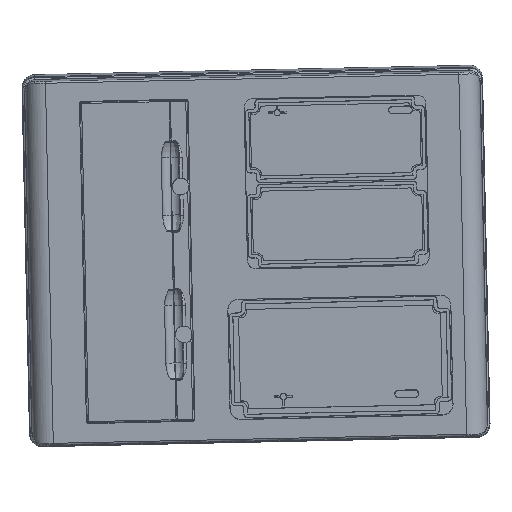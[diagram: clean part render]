
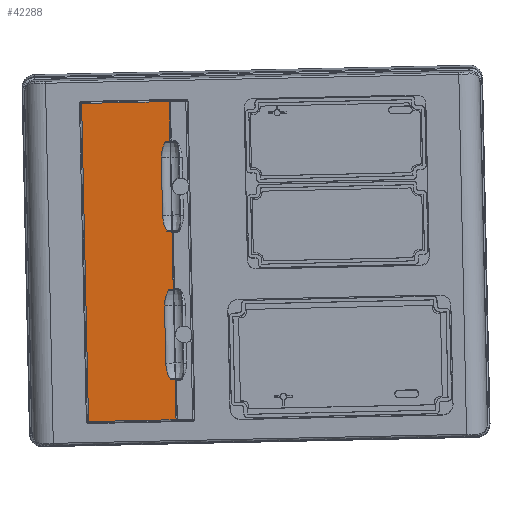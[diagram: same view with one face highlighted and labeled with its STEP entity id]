
A CAD part, top view. The second image highlights one B-rep face of the part: STEP entity #42288.
In plain terms, the highlighted face is planar.
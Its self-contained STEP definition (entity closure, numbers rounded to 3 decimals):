
#26388=DIRECTION('',(0.,1.,0.));
#26389=VECTOR('',#26388,48.581);
#26390=CARTESIAN_POINT('',(-101.463,-193.581,
55.));
#26391=LINE('',#26390,#26389);
#26400=DIRECTION('',(0.,1.,0.));
#26401=VECTOR('',#26400,70.);
#26402=CARTESIAN_POINT('',(-101.463,-35.,
55.));
#26403=LINE('',#26402,#26401);
#26959=CARTESIAN_POINT('',(-72.213,-125.,
55.));
#26960=DIRECTION('',(0.,0.,-1.));
#26961=DIRECTION('',(-0.882,-0.471,0.));
#26962=AXIS2_PLACEMENT_3D('',#26959,#26960,#26961);
#26964=CARTESIAN_POINT('',(-105.963,-143.,
55.));
#26965=DIRECTION('',(0.,0.,-1.));
#26966=DIRECTION('',(0.,-1.,0.));
#26967=AXIS2_PLACEMENT_3D('',#26964,#26965,#26966);
#26969=DIRECTION('',(-1.,0.,0.));
#26970=VECTOR('',#26969,4.5);
#26971=CARTESIAN_POINT('',(-101.463,-145.,
55.));
#26972=LINE('',#26971,#26970);
#26973=DIRECTION('',(-1.,0.,0.));
#26974=VECTOR('',#26973,106.438);
#26975=CARTESIAN_POINT('',(-101.463,-193.581,
55.));
#26976=LINE('',#26975,#26974);
#26977=DIRECTION('',(0.,1.,0.));
#26978=VECTOR('',#26977,387.163);
#26979=CARTESIAN_POINT('',(-207.901,-193.581,
55.));
#26980=LINE('',#26979,#26978);
#26981=DIRECTION('',(1.,0.,0.));
#26982=VECTOR('',#26981,106.438);
#26983=CARTESIAN_POINT('',(-207.901,193.581,
55.));
#26984=LINE('',#26983,#26982);
#26985=DIRECTION('',(0.,-1.,0.));
#26986=VECTOR('',#26985,48.581);
#26987=CARTESIAN_POINT('',(-101.463,193.581,
55.));
#26988=LINE('',#26987,#26986);
#26989=DIRECTION('',(-1.,0.,0.));
#26990=VECTOR('',#26989,4.5);
#26991=CARTESIAN_POINT('',(-101.463,145.,
55.));
#26992=LINE('',#26991,#26990);
#26993=CARTESIAN_POINT('',(-105.963,143.,
55.));
#26994=DIRECTION('',(0.,0.,1.));
#26995=DIRECTION('',(0.,1.,0.));
#26996=AXIS2_PLACEMENT_3D('',#26993,#26994,#26995);
#26998=CARTESIAN_POINT('',(-72.213,125.,
55.));
#26999=DIRECTION('',(0.,0.,1.));
#27000=DIRECTION('',(-0.882,0.471,0.));
#27001=AXIS2_PLACEMENT_3D('',#26998,#26999,#27000);
#27003=DIRECTION('',(0.,-1.,0.));
#27004=VECTOR('',#27003,70.);
#27005=CARTESIAN_POINT('',(-112.463,125.,
55.));
#27006=LINE('',#27005,#27004);
#27007=CARTESIAN_POINT('',(-72.213,55.,
55.));
#27008=DIRECTION('',(0.,0.,-1.));
#27009=DIRECTION('',(-0.882,-0.471,0.));
#27010=AXIS2_PLACEMENT_3D('',#27007,#27008,#27009);
#27012=CARTESIAN_POINT('',(-105.963,37.,
55.));
#27013=DIRECTION('',(0.,0.,-1.));
#27014=DIRECTION('',(0.,-1.,0.));
#27015=AXIS2_PLACEMENT_3D('',#27012,#27013,#27014);
#27017=DIRECTION('',(-1.,0.,0.));
#27018=VECTOR('',#27017,4.5);
#27019=CARTESIAN_POINT('',(-101.463,35.,
55.));
#27020=LINE('',#27019,#27018);
#27021=DIRECTION('',(-1.,0.,0.));
#27022=VECTOR('',#27021,4.5);
#27023=CARTESIAN_POINT('',(-101.463,-35.,
55.));
#27024=LINE('',#27023,#27022);
#27025=CARTESIAN_POINT('',(-105.963,-37.,
55.));
#27026=DIRECTION('',(0.,0.,1.));
#27027=DIRECTION('',(0.,1.,0.));
#27028=AXIS2_PLACEMENT_3D('',#27025,#27026,#27027);
#27030=CARTESIAN_POINT('',(-72.213,-55.,
55.));
#27031=DIRECTION('',(0.,0.,1.));
#27032=DIRECTION('',(-0.882,0.471,0.));
#27033=AXIS2_PLACEMENT_3D('',#27030,#27031,#27032);
#27049=DIRECTION('',(0.,1.,0.));
#27050=VECTOR('',#27049,70.);
#27051=CARTESIAN_POINT('',(-112.463,-125.,
55.));
#27052=LINE('',#27051,#27050);
#32647=CARTESIAN_POINT('',(-207.901,-193.581,
55.));
#32648=CARTESIAN_POINT('',(-207.901,193.581,
55.));
#32649=VERTEX_POINT('',#32647);
#32650=VERTEX_POINT('',#32648);
#32651=CARTESIAN_POINT('',(-101.463,193.581,
55.));
#32652=VERTEX_POINT('',#32651);
#32653=CARTESIAN_POINT('',(-101.463,-193.581,
55.));
#32654=VERTEX_POINT('',#32653);
#32683=CARTESIAN_POINT('',(-107.728,143.941,
55.));
#32684=CARTESIAN_POINT('',(-112.463,125.,
55.));
#32685=VERTEX_POINT('',#32683);
#32686=VERTEX_POINT('',#32684);
#32687=CARTESIAN_POINT('',(-105.963,145.,
55.));
#32688=VERTEX_POINT('',#32687);
#32689=CARTESIAN_POINT('',(-101.463,145.,
55.));
#32690=VERTEX_POINT('',#32689);
#32691=CARTESIAN_POINT('',(-107.728,36.059,
55.));
#32692=CARTESIAN_POINT('',(-112.463,55.,
55.));
#32693=VERTEX_POINT('',#32691);
#32694=VERTEX_POINT('',#32692);
#32695=CARTESIAN_POINT('',(-105.963,35.,
55.));
#32696=VERTEX_POINT('',#32695);
#32697=CARTESIAN_POINT('',(-101.463,35.,
55.));
#32698=VERTEX_POINT('',#32697);
#32700=CARTESIAN_POINT('',(-112.463,-125.,
55.));
#32702=VERTEX_POINT('',#32700);
#32704=CARTESIAN_POINT('',(-107.728,-143.941,
55.));
#32706=VERTEX_POINT('',#32704);
#32708=CARTESIAN_POINT('',(-105.963,-145.,
55.));
#32710=VERTEX_POINT('',#32708);
#32712=CARTESIAN_POINT('',(-112.463,-55.,
55.));
#32714=VERTEX_POINT('',#32712);
#32716=CARTESIAN_POINT('',(-107.728,-36.059,
55.));
#32718=VERTEX_POINT('',#32716);
#32720=CARTESIAN_POINT('',(-105.963,-35.,
55.));
#32722=VERTEX_POINT('',#32720);
#32723=CARTESIAN_POINT('',(-101.463,-35.,
55.));
#32724=VERTEX_POINT('',#32723);
#32725=CARTESIAN_POINT('',(-101.463,-145.,
55.));
#32726=VERTEX_POINT('',#32725);
#42247=CARTESIAN_POINT('',(-146.12,0.,
55.));
#42248=DIRECTION('',(0.,0.,1.));
#42249=DIRECTION('',(1.,0.,0.));
#42250=AXIS2_PLACEMENT_3D('',#42247,#42248,#42249);
#42251=PLANE('',#42250);
#42253=ORIENTED_EDGE('',*,*,#42252,.F.);
#42255=ORIENTED_EDGE('',*,*,#42254,.F.);
#42257=ORIENTED_EDGE('',*,*,#42256,.F.);
#42258=ORIENTED_EDGE('',*,*,#41720,.F.);
#42259=ORIENTED_EDGE('',*,*,#42230,.T.);
#42260=ORIENTED_EDGE('',*,*,#41631,.T.);
#42261=ORIENTED_EDGE('',*,*,#41701,.T.);
#42262=ORIENTED_EDGE('',*,*,#41752,.T.);
#42264=ORIENTED_EDGE('',*,*,#42263,.T.);
#42266=ORIENTED_EDGE('',*,*,#42265,.T.);
#42268=ORIENTED_EDGE('',*,*,#42267,.T.);
#42270=ORIENTED_EDGE('',*,*,#42269,.T.);
#42272=ORIENTED_EDGE('',*,*,#42271,.F.);
#42274=ORIENTED_EDGE('',*,*,#42273,.F.);
#42276=ORIENTED_EDGE('',*,*,#42275,.F.);
#42277=ORIENTED_EDGE('',*,*,#41736,.F.);
#42279=ORIENTED_EDGE('',*,*,#42278,.T.);
#42281=ORIENTED_EDGE('',*,*,#42280,.T.);
#42283=ORIENTED_EDGE('',*,*,#42282,.T.);
#42285=ORIENTED_EDGE('',*,*,#42284,.F.);
#42286=EDGE_LOOP('',(#42253,#42255,#42257,#42258,#42259,#42260,#42261,#42262,
#42264,#42266,#42268,#42270,#42272,#42274,#42276,#42277,#42279,#42281,#42283,
#42285));
#42287=FACE_OUTER_BOUND('',#42286,.F.);
#42288=ADVANCED_FACE('',(#42287),#42251,.T.);
#26963=CIRCLE('',#26962,40.25);
#26968=CIRCLE('',#26967,2.);
#26997=CIRCLE('',#26996,2.);
#27002=CIRCLE('',#27001,40.25);
#27011=CIRCLE('',#27010,40.25);
#27016=CIRCLE('',#27015,2.);
#27029=CIRCLE('',#27028,2.);
#27034=CIRCLE('',#27033,40.25);
#41631=EDGE_CURVE('',#32649,#32650,#26980,.T.);
#41701=EDGE_CURVE('',#32650,#32652,#26984,.T.);
#41720=EDGE_CURVE('',#32654,#32726,#26391,.T.);
#41736=EDGE_CURVE('',#32724,#32698,#26403,.T.);
#41752=EDGE_CURVE('',#32652,#32690,#26988,.T.);
#42230=EDGE_CURVE('',#32654,#32649,#26976,.T.);
#42252=EDGE_CURVE('',#32706,#32702,#26963,.T.);
#42254=EDGE_CURVE('',#32710,#32706,#26968,.T.);
#42256=EDGE_CURVE('',#32726,#32710,#26972,.T.);
#42263=EDGE_CURVE('',#32690,#32688,#26992,.T.);
#42265=EDGE_CURVE('',#32688,#32685,#26997,.T.);
#42267=EDGE_CURVE('',#32685,#32686,#27002,.T.);
#42269=EDGE_CURVE('',#32686,#32694,#27006,.T.);
#42271=EDGE_CURVE('',#32693,#32694,#27011,.T.);
#42273=EDGE_CURVE('',#32696,#32693,#27016,.T.);
#42275=EDGE_CURVE('',#32698,#32696,#27020,.T.);
#42278=EDGE_CURVE('',#32724,#32722,#27024,.T.);
#42280=EDGE_CURVE('',#32722,#32718,#27029,.T.);
#42282=EDGE_CURVE('',#32718,#32714,#27034,.T.);
#42284=EDGE_CURVE('',#32702,#32714,#27052,.T.);
